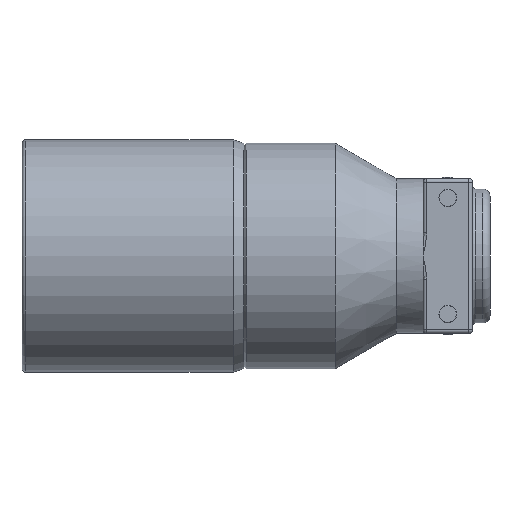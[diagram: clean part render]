
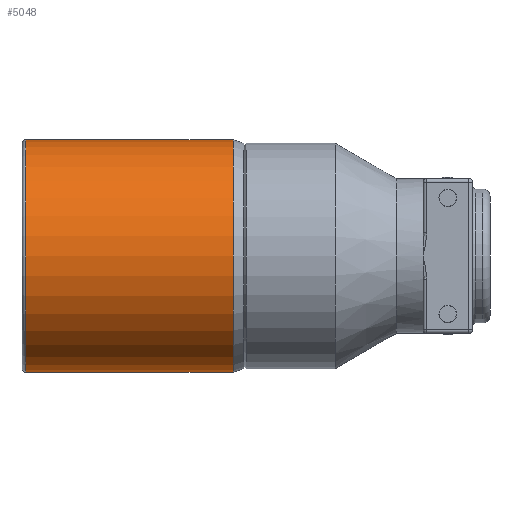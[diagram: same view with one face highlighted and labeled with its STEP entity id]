
A CAD part, front view. The second image highlights one B-rep face of the part: STEP entity #5048.
In plain terms, the highlighted cylindrical face has radius 16.5 mm (diameter 33 mm), a partial arc.
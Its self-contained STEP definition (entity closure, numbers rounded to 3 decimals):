
#61 = DIRECTION ( 'NONE',  ( 0., 0., -1. ) ) ;
#243 = CARTESIAN_POINT ( 'NONE',  ( -27.544, -0.998, -21.076 ) ) ;
#1169 = CARTESIAN_POINT ( 'NONE',  ( -28.044, -0.998, -4.576 ) ) ;
#2578 = DIRECTION ( 'NONE',  ( 1., 0., 0. ) ) ;
#2961 = CARTESIAN_POINT ( 'NONE',  ( 1.956, -0.998, -4.576 ) ) ;
#3498 = EDGE_CURVE ( 'NONE', #9266, #11705, #6878, .T. ) ;
#3545 = CARTESIAN_POINT ( 'NONE',  ( -28.044, -0.998, -21.076 ) ) ;
#3554 = CARTESIAN_POINT ( 'NONE',  ( -28.044, -0.998, 11.924 ) ) ;
#4367 = EDGE_CURVE ( 'NONE', #9266, #12446, #17165, .T. ) ;
#4399 = DIRECTION ( 'NONE',  ( 0., 0., -1. ) ) ;
#4833 = AXIS2_PLACEMENT_3D ( 'NONE', #2961, #12889, #4399 ) ;
#5048 = ADVANCED_FACE ( 'NONE', ( #8879 ), #10866, .T. ) ;
#5595 = VECTOR ( 'NONE', #13412, 1000. ) ;
#6878 = CIRCLE ( 'NONE', #8693, 16.5 ) ;
#6898 = CARTESIAN_POINT ( 'NONE',  ( 1.956, -0.998, 11.924 ) ) ;
#7061 = VERTEX_POINT ( 'NONE', #8975 ) ;
#8361 = CARTESIAN_POINT ( 'NONE',  ( -27.544, -0.998, 11.924 ) ) ;
#8543 = DIRECTION ( 'NONE',  ( 1., 0., 0. ) ) ;
#8693 = AXIS2_PLACEMENT_3D ( 'NONE', #17076, #8543, #61 ) ;
#8879 = FACE_OUTER_BOUND ( 'NONE', #18043, .T. ) ;
#8975 = CARTESIAN_POINT ( 'NONE',  ( 1.956, -0.998, -21.076 ) ) ;
#9266 = VERTEX_POINT ( 'NONE', #8361 ) ;
#9351 = DIRECTION ( 'NONE',  ( 0., 0., -1. ) ) ;
#10319 = ORIENTED_EDGE ( 'NONE', *, *, #17187, .T. ) ;
#10660 = ORIENTED_EDGE ( 'NONE', *, *, #4367, .F. ) ;
#10866 = CYLINDRICAL_SURFACE ( 'NONE', #11388, 16.5 ) ;
#11388 = AXIS2_PLACEMENT_3D ( 'NONE', #1169, #2578, #9351 ) ;
#11705 = VERTEX_POINT ( 'NONE', #243 ) ;
#12446 = VERTEX_POINT ( 'NONE', #6898 ) ;
#12889 = DIRECTION ( 'NONE',  ( -1., 0., 0. ) ) ;
#13385 = VECTOR ( 'NONE', #16352, 1000. ) ;
#13412 = DIRECTION ( 'NONE',  ( 1., 0., 0. ) ) ;
#15083 = EDGE_CURVE ( 'NONE', #11705, #7061, #16505, .T. ) ;
#15986 = CIRCLE ( 'NONE', #4833, 16.5 ) ;
#16352 = DIRECTION ( 'NONE',  ( 1., 0., 0. ) ) ;
#16505 = LINE ( 'NONE', #3545, #5595 ) ;
#17076 = CARTESIAN_POINT ( 'NONE',  ( -27.544, -0.998, -4.576 ) ) ;
#17165 = LINE ( 'NONE', #3554, #13385 ) ;
#17187 = EDGE_CURVE ( 'NONE', #7061, #12446, #15986, .T. ) ;
#18043 = EDGE_LOOP ( 'NONE', ( #10660, #18380, #18310, #10319 ) ) ;
#18310 = ORIENTED_EDGE ( 'NONE', *, *, #15083, .T. ) ;
#18380 = ORIENTED_EDGE ( 'NONE', *, *, #3498, .T. ) ;
